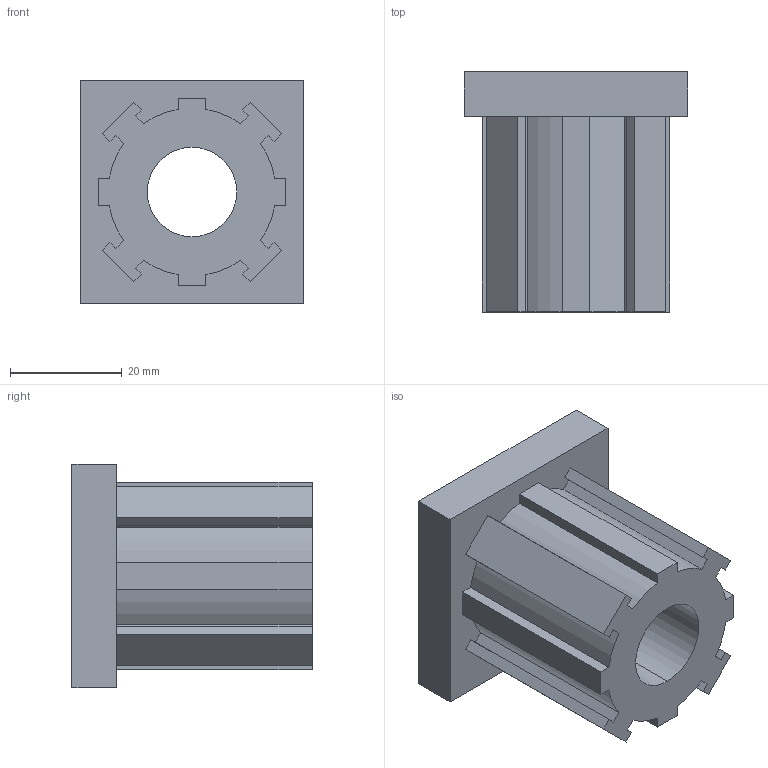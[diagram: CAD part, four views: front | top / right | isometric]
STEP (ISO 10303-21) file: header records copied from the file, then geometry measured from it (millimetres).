
FILE_DESCRIPTION (( 'STEP AP214' ), '1' );
FILE_NAME ('Rexnord-R0224-R0224-63902.STEP', '2020-08-27T23:34:13', ( '' ), ( '' ), 'SwSTEP 2.0', 'SolidWorks 2020', '' );
FILE_SCHEMA (( 'AUTOMOTIVE_DESIGN' ));
Length unit declared in the file: millimetre
Products named in the file (1): Rexnord-R0224-R0224-63902
Bounding box: 40 x 43 x 40 mm (x, y, z)
Volume: 33693.3 mm3; surface area: 12040.1 mm2
Topology: 1 solids, 1 shells, 57 faces, 162 edges, 108 vertices
Faces by surface type: plane 47, cylinder 10
Entity records: 1896 total; most frequent: CARTESIAN_POINT 328, ORIENTED_EDGE 324, DIRECTION 298, EDGE_CURVE 162, LINE 142, VECTOR 142, VERTEX_POINT 108, AXIS2_PLACEMENT_3D 78
